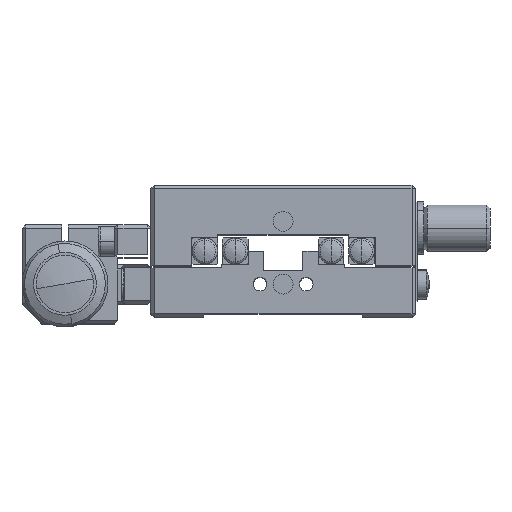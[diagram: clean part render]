
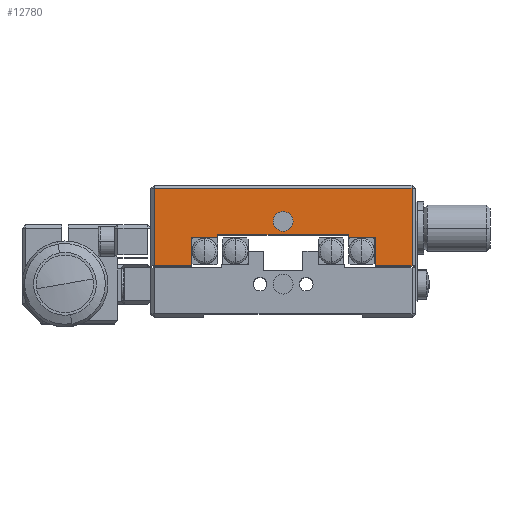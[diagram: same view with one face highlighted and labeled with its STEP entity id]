
A CAD part, top view. The second image highlights one B-rep face of the part: STEP entity #12780.
In plain terms, the highlighted planar face has unit normal (0, 0, 1).
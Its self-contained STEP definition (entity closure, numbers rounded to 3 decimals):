
#82 = ORIENTED_EDGE ( 'NONE', *, *, #14467, .F. ) ;
#209 = EDGE_CURVE ( 'NONE', #12635, #221, #16820, .T. ) ;
#221 = VERTEX_POINT ( 'NONE', #9013 ) ;
#271 = CARTESIAN_POINT ( 'NONE',  ( -1.67, 1.023, 71.3 ) ) ;
#355 = AXIS2_PLACEMENT_3D ( 'NONE', #18951, #20789, #4405 ) ;
#922 = LINE ( 'NONE', #8876, #12694 ) ;
#1153 = VECTOR ( 'NONE', #1256, 1000. ) ;
#1256 = DIRECTION ( 'NONE',  ( 0., -1., 0. ) ) ;
#1384 = EDGE_CURVE ( 'NONE', #9243, #12635, #21608, .T. ) ;
#1534 = DIRECTION ( 'NONE',  ( 1., 0., 0. ) ) ;
#1550 = CARTESIAN_POINT ( 'NONE',  ( -13.07, -0.977, 71.3 ) ) ;
#1590 = CARTESIAN_POINT ( 'NONE',  ( 10.83, -1.477, 71.3 ) ) ;
#1806 = VECTOR ( 'NONE', #9302, 1000. ) ;
#1967 = VECTOR ( 'NONE', #20100, 1000. ) ;
#2270 = EDGE_CURVE ( 'NONE', #221, #21604, #11018, .T. ) ;
#3009 = EDGE_CURVE ( 'NONE', #5524, #13787, #922, .T. ) ;
#3196 = EDGE_CURVE ( 'NONE', #21604, #19129, #14973, .T. ) ;
#3266 = EDGE_CURVE ( 'NONE', #13270, #14102, #8949, .T. ) ;
#3320 = EDGE_CURVE ( 'NONE', #19129, #13270, #7777, .T. ) ;
#3555 = DIRECTION ( 'NONE',  ( 1., 0., 0. ) ) ;
#4066 = VECTOR ( 'NONE', #1534, 1000. ) ;
#4145 = ORIENTED_EDGE ( 'NONE', *, *, #3266, .T. ) ;
#4260 = LINE ( 'NONE', #10476, #7964 ) ;
#4405 = DIRECTION ( 'NONE',  ( -1., 0., 0. ) ) ;
#4508 = VECTOR ( 'NONE', #3555, 1000. ) ;
#4739 = VECTOR ( 'NONE', #16327, 1000. ) ;
#4846 = EDGE_CURVE ( 'NONE', #17585, #22266, #6758, .T. ) ;
#5300 = CARTESIAN_POINT ( 'NONE',  ( 10.83, -5.677, 71.3 ) ) ;
#5472 = DIRECTION ( 'NONE',  ( -1., 0., 0. ) ) ;
#5524 = VERTEX_POINT ( 'NONE', #10504 ) ;
#5861 = EDGE_CURVE ( 'NONE', #22266, #17585, #18437, .T. ) ;
#6487 = ORIENTED_EDGE ( 'NONE', *, *, #209, .T. ) ;
#6584 = FACE_OUTER_BOUND ( 'NONE', #20782, .T. ) ;
#6758 = CIRCLE ( 'NONE', #12320, 1.5 ) ;
#6950 = EDGE_LOOP ( 'NONE', ( #13388, #22935 ) ) ;
#7228 = CARTESIAN_POINT ( 'NONE',  ( 16.83, -5.677, 71.3 ) ) ;
#7768 = CARTESIAN_POINT ( 'NONE',  ( -3.17, 1.023, 71.3 ) ) ;
#7777 = LINE ( 'NONE', #9071, #23490 ) ;
#7964 = VECTOR ( 'NONE', #23194, 1000. ) ;
#8052 = VECTOR ( 'NONE', #17947, 1000. ) ;
#8648 = ORIENTED_EDGE ( 'NONE', *, *, #3009, .F. ) ;
#8876 = CARTESIAN_POINT ( 'NONE',  ( -13.07, -0.977, 71.3 ) ) ;
#8949 = LINE ( 'NONE', #14199, #4066 ) ;
#9013 = CARTESIAN_POINT ( 'NONE',  ( 16.33, -5.677, 71.3 ) ) ;
#9020 = CARTESIAN_POINT ( 'NONE',  ( 6.73, -0.977, 71.3 ) ) ;
#9071 = CARTESIAN_POINT ( 'NONE',  ( -22.67, -5.677, 71.3 ) ) ;
#9243 = VERTEX_POINT ( 'NONE', #19885 ) ;
#9302 = DIRECTION ( 'NONE',  ( 0., 1., 0. ) ) ;
#9344 = VECTOR ( 'NONE', #10524, 1000. ) ;
#9356 = CARTESIAN_POINT ( 'NONE',  ( -16.97, -5.677, 71.3 ) ) ;
#10206 = VERTEX_POINT ( 'NONE', #9020 ) ;
#10386 = ORIENTED_EDGE ( 'NONE', *, *, #1384, .T. ) ;
#10476 = CARTESIAN_POINT ( 'NONE',  ( 10.83, -1.477, 71.3 ) ) ;
#10504 = CARTESIAN_POINT ( 'NONE',  ( -13.07, -0.977, 71.3 ) ) ;
#10524 = DIRECTION ( 'NONE',  ( 0., -1., 0. ) ) ;
#11018 = LINE ( 'NONE', #12811, #1806 ) ;
#11050 = ORIENTED_EDGE ( 'NONE', *, *, #2270, .T. ) ;
#11485 = ORIENTED_EDGE ( 'NONE', *, *, #21551, .T. ) ;
#11654 = LINE ( 'NONE', #21734, #9344 ) ;
#12177 = CARTESIAN_POINT ( 'NONE',  ( 16.33, 6.023, 71.3 ) ) ;
#12320 = AXIS2_PLACEMENT_3D ( 'NONE', #7768, #15231, #20564 ) ;
#12580 = LINE ( 'NONE', #1550, #1967 ) ;
#12635 = VERTEX_POINT ( 'NONE', #5300 ) ;
#12694 = VECTOR ( 'NONE', #21797, 1000. ) ;
#12780 = ADVANCED_FACE ( 'NONE', ( #6584, #21474 ), #15374, .T. ) ;
#12811 = CARTESIAN_POINT ( 'NONE',  ( 16.33, -5.677, 71.3 ) ) ;
#13119 = CARTESIAN_POINT ( 'NONE',  ( -13.07, -1.477, 71.3 ) ) ;
#13182 = CARTESIAN_POINT ( 'NONE',  ( 6.73, -1.477, 71.3 ) ) ;
#13270 = VERTEX_POINT ( 'NONE', #18218 ) ;
#13388 = ORIENTED_EDGE ( 'NONE', *, *, #5861, .T. ) ;
#13468 = LINE ( 'NONE', #19341, #1153 ) ;
#13787 = VERTEX_POINT ( 'NONE', #13119 ) ;
#14102 = VERTEX_POINT ( 'NONE', #9356 ) ;
#14167 = ORIENTED_EDGE ( 'NONE', *, *, #18713, .F. ) ;
#14199 = CARTESIAN_POINT ( 'NONE',  ( 16.83, -5.677, 71.3 ) ) ;
#14467 = EDGE_CURVE ( 'NONE', #13787, #23240, #4260, .T. ) ;
#14757 = DIRECTION ( 'NONE',  ( 0., -1., 0. ) ) ;
#14864 = ORIENTED_EDGE ( 'NONE', *, *, #3320, .T. ) ;
#14973 = LINE ( 'NONE', #19309, #8052 ) ;
#15231 = DIRECTION ( 'NONE',  ( 0., 0., -1. ) ) ;
#15374 = PLANE ( 'NONE',  #17798 ) ;
#15448 = DIRECTION ( 'NONE',  ( 0., 0., 1. ) ) ;
#15928 = ORIENTED_EDGE ( 'NONE', *, *, #22188, .F. ) ;
#16327 = DIRECTION ( 'NONE',  ( 0., -1., 0. ) ) ;
#16463 = LINE ( 'NONE', #23662, #20455 ) ;
#16820 = LINE ( 'NONE', #7228, #4508 ) ;
#16932 = CARTESIAN_POINT ( 'NONE',  ( -4.67, 1.023, 71.3 ) ) ;
#17585 = VERTEX_POINT ( 'NONE', #16932 ) ;
#17798 = AXIS2_PLACEMENT_3D ( 'NONE', #18858, #15448, #18943 ) ;
#17947 = DIRECTION ( 'NONE',  ( -1., 0., 0. ) ) ;
#17957 = ORIENTED_EDGE ( 'NONE', *, *, #3196, .T. ) ;
#18218 = CARTESIAN_POINT ( 'NONE',  ( -22.67, -5.677, 71.3 ) ) ;
#18335 = CARTESIAN_POINT ( 'NONE',  ( -16.97, -1.477, 71.3 ) ) ;
#18437 = CIRCLE ( 'NONE', #355, 1.5 ) ;
#18713 = EDGE_CURVE ( 'NONE', #23240, #14102, #11654, .T. ) ;
#18826 = VERTEX_POINT ( 'NONE', #13182 ) ;
#18858 = CARTESIAN_POINT ( 'NONE',  ( 16.83, -5.677, 71.3 ) ) ;
#18943 = DIRECTION ( 'NONE',  ( 1., 0., 0. ) ) ;
#18951 = CARTESIAN_POINT ( 'NONE',  ( -3.17, 1.023, 71.3 ) ) ;
#19129 = VERTEX_POINT ( 'NONE', #23267 ) ;
#19279 = EDGE_CURVE ( 'NONE', #9243, #18826, #16463, .T. ) ;
#19309 = CARTESIAN_POINT ( 'NONE',  ( 16.83, 6.023, 71.3 ) ) ;
#19341 = CARTESIAN_POINT ( 'NONE',  ( 6.73, -0.977, 71.3 ) ) ;
#19885 = CARTESIAN_POINT ( 'NONE',  ( 10.83, -1.477, 71.3 ) ) ;
#20100 = DIRECTION ( 'NONE',  ( -1., 0., 0. ) ) ;
#20455 = VECTOR ( 'NONE', #5472, 1000. ) ;
#20564 = DIRECTION ( 'NONE',  ( -1., 0., 0. ) ) ;
#20782 = EDGE_LOOP ( 'NONE', ( #6487, #11050, #17957, #14864, #4145, #14167, #82, #8648, #15928, #11485, #23330, #10386 ) ) ;
#20789 = DIRECTION ( 'NONE',  ( 0., 0., -1. ) ) ;
#21474 = FACE_BOUND ( 'NONE', #6950, .T. ) ;
#21551 = EDGE_CURVE ( 'NONE', #10206, #18826, #13468, .T. ) ;
#21604 = VERTEX_POINT ( 'NONE', #12177 ) ;
#21608 = LINE ( 'NONE', #1590, #4739 ) ;
#21734 = CARTESIAN_POINT ( 'NONE',  ( -16.97, -1.477, 71.3 ) ) ;
#21797 = DIRECTION ( 'NONE',  ( 0., -1., 0. ) ) ;
#22188 = EDGE_CURVE ( 'NONE', #10206, #5524, #12580, .T. ) ;
#22266 = VERTEX_POINT ( 'NONE', #271 ) ;
#22935 = ORIENTED_EDGE ( 'NONE', *, *, #4846, .T. ) ;
#23194 = DIRECTION ( 'NONE',  ( -1., 0., 0. ) ) ;
#23240 = VERTEX_POINT ( 'NONE', #18335 ) ;
#23267 = CARTESIAN_POINT ( 'NONE',  ( -22.67, 6.023, 71.3 ) ) ;
#23330 = ORIENTED_EDGE ( 'NONE', *, *, #19279, .F. ) ;
#23490 = VECTOR ( 'NONE', #14757, 1000. ) ;
#23662 = CARTESIAN_POINT ( 'NONE',  ( 10.83, -1.477, 71.3 ) ) ;
